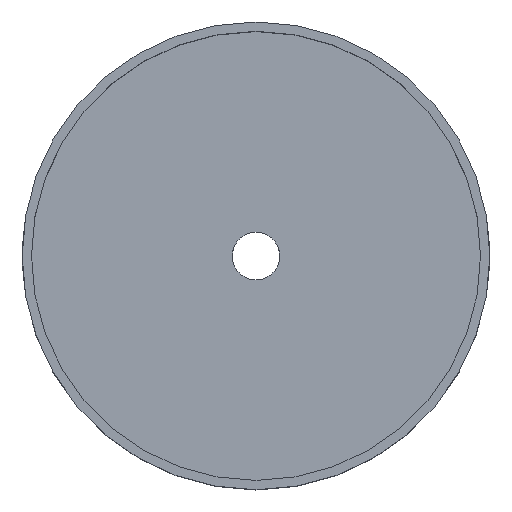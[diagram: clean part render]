
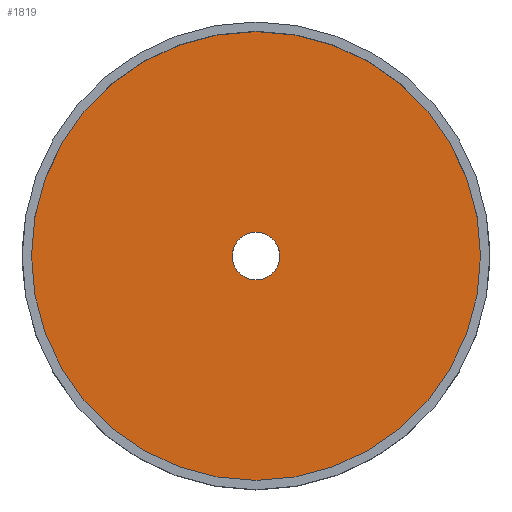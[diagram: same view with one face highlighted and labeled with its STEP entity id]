
A CAD part, top view. The second image highlights one B-rep face of the part: STEP entity #1819.
In plain terms, the highlighted planar face has unit normal (0, 0, 1).
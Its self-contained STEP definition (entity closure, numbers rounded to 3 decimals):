
#965 = CYLINDRICAL_SURFACE('',#966,48.15);
#966 = AXIS2_PLACEMENT_3D('',#967,#968,#969);
#967 = CARTESIAN_POINT('',(0.,0.,-32.6));
#968 = DIRECTION('',(0.,0.,1.));
#969 = DIRECTION('',(1.,0.,0.));
#1665 = CYLINDRICAL_SURFACE('',#1666,5.1);
#1666 = AXIS2_PLACEMENT_3D('',#1667,#1668,#1669);
#1667 = CARTESIAN_POINT('',(0.,0.,35.));
#1668 = DIRECTION('',(0.,0.,-1.));
#1669 = DIRECTION('',(-1.,0.,0.));
#1707 = VERTEX_POINT('',#1708);
#1708 = CARTESIAN_POINT('',(48.15,0.,-32.6));
#1729 = EDGE_CURVE('',#1707,#1707,#1730,.T.);
#1730 = SURFACE_CURVE('',#1731,(#1736,#1743),.PCURVE_S1.);
#1731 = CIRCLE('',#1732,48.15);
#1732 = AXIS2_PLACEMENT_3D('',#1733,#1734,#1735);
#1733 = CARTESIAN_POINT('',(0.,0.,-32.6));
#1734 = DIRECTION('',(0.,0.,1.));
#1735 = DIRECTION('',(1.,0.,0.));
#1736 = PCURVE('',#965,#1737);
#1737 = DEFINITIONAL_REPRESENTATION('',(#1738),#1742);
#1738 = LINE('',#1739,#1740);
#1739 = CARTESIAN_POINT('',(0.,0.));
#1740 = VECTOR('',#1741,1.);
#1741 = DIRECTION('',(1.,0.));
#1742 = ( GEOMETRIC_REPRESENTATION_CONTEXT(2) 
PARAMETRIC_REPRESENTATION_CONTEXT() REPRESENTATION_CONTEXT('2D SPACE',''
  ) );
#1743 = PCURVE('',#1744,#1749);
#1744 = PLANE('',#1745);
#1745 = AXIS2_PLACEMENT_3D('',#1746,#1747,#1748);
#1746 = CARTESIAN_POINT('',(0.,0.,-32.6));
#1747 = DIRECTION('',(0.,0.,1.));
#1748 = DIRECTION('',(1.,0.,0.));
#1749 = DEFINITIONAL_REPRESENTATION('',(#1750),#1754);
#1750 = CIRCLE('',#1751,48.15);
#1751 = AXIS2_PLACEMENT_2D('',#1752,#1753);
#1752 = CARTESIAN_POINT('',(0.,0.));
#1753 = DIRECTION('',(1.,0.));
#1754 = ( GEOMETRIC_REPRESENTATION_CONTEXT(2) 
PARAMETRIC_REPRESENTATION_CONTEXT() REPRESENTATION_CONTEXT('2D SPACE',''
  ) );
#1770 = VERTEX_POINT('',#1771);
#1771 = CARTESIAN_POINT('',(-5.1,0.,-32.6));
#1794 = EDGE_CURVE('',#1770,#1770,#1795,.T.);
#1795 = SURFACE_CURVE('',#1796,(#1801,#1808),.PCURVE_S1.);
#1796 = CIRCLE('',#1797,5.1);
#1797 = AXIS2_PLACEMENT_3D('',#1798,#1799,#1800);
#1798 = CARTESIAN_POINT('',(0.,0.,-32.6));
#1799 = DIRECTION('',(0.,0.,-1.));
#1800 = DIRECTION('',(-1.,0.,0.));
#1801 = PCURVE('',#1665,#1802);
#1802 = DEFINITIONAL_REPRESENTATION('',(#1803),#1807);
#1803 = LINE('',#1804,#1805);
#1804 = CARTESIAN_POINT('',(0.,67.6));
#1805 = VECTOR('',#1806,1.);
#1806 = DIRECTION('',(1.,0.));
#1807 = ( GEOMETRIC_REPRESENTATION_CONTEXT(2) 
PARAMETRIC_REPRESENTATION_CONTEXT() REPRESENTATION_CONTEXT('2D SPACE',''
  ) );
#1808 = PCURVE('',#1744,#1809);
#1809 = DEFINITIONAL_REPRESENTATION('',(#1810),#1818);
#1810 = ( BOUNDED_CURVE() B_SPLINE_CURVE(2,(#1811,#1812,#1813,#1814,
#1815,#1816,#1817),.UNSPECIFIED.,.T.,.F.) B_SPLINE_CURVE_WITH_KNOTS((1,2
    ,2,2,2,1),(-2.094,0.,2.094,4.189,
6.283,8.378),.UNSPECIFIED.) CURVE() 
GEOMETRIC_REPRESENTATION_ITEM() RATIONAL_B_SPLINE_CURVE((1.,0.5,1.,0.5,
1.,0.5,1.)) REPRESENTATION_ITEM('') );
#1811 = CARTESIAN_POINT('',(-5.1,0.));
#1812 = CARTESIAN_POINT('',(-5.1,8.833));
#1813 = CARTESIAN_POINT('',(2.55,4.417));
#1814 = CARTESIAN_POINT('',(10.2,0.));
#1815 = CARTESIAN_POINT('',(2.55,-4.417));
#1816 = CARTESIAN_POINT('',(-5.1,-8.833));
#1817 = CARTESIAN_POINT('',(-5.1,0.));
#1818 = ( GEOMETRIC_REPRESENTATION_CONTEXT(2) 
PARAMETRIC_REPRESENTATION_CONTEXT() REPRESENTATION_CONTEXT('2D SPACE',''
  ) );
#1819 = ADVANCED_FACE('',(#1820,#1823),#1744,.T.);
#1820 = FACE_BOUND('',#1821,.T.);
#1821 = EDGE_LOOP('',(#1822));
#1822 = ORIENTED_EDGE('',*,*,#1729,.T.);
#1823 = FACE_BOUND('',#1824,.T.);
#1824 = EDGE_LOOP('',(#1825));
#1825 = ORIENTED_EDGE('',*,*,#1794,.T.);
